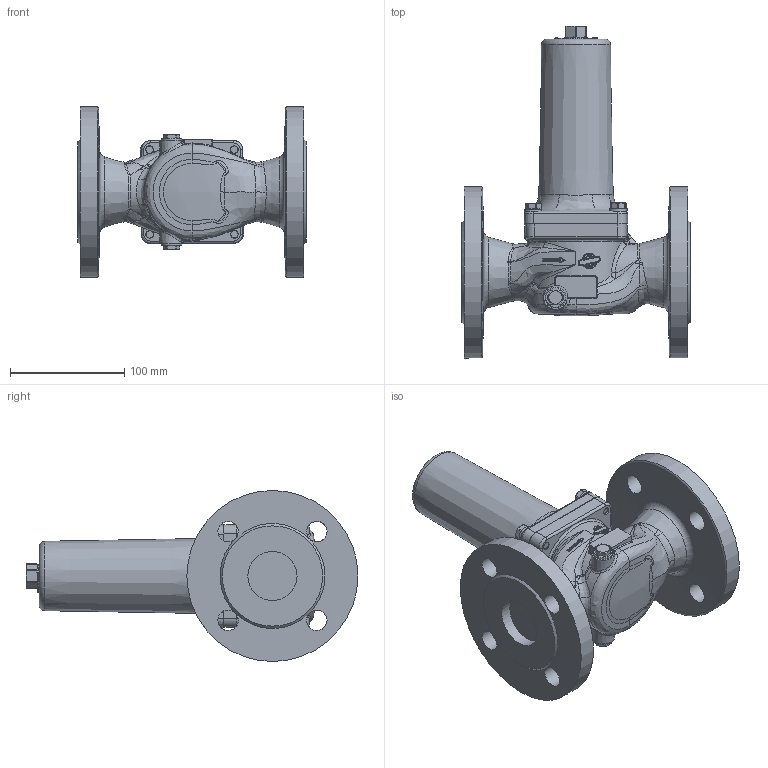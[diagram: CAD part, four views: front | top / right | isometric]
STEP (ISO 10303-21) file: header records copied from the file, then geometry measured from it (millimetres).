
FILE_DESCRIPTION(/* description */ (''),/* implementation_level */ '2;1');
FILE_NAME(/* name */ '080206.stp',/* time_stamp */ '2024-01-22T07:45:42+01:00',/* author */ ('gninka'),/* organization */ (''),/* preprocessor_version */ 'ST-DEVELOPER v19',/* originating_system */ 'Autodesk Inventor 2023',/* authorisation */ '');
FILE_SCHEMA (('AUTOMOTIVE_DESIGN { 1 0 10303 214 3 1 1 }','INTEGRATED_CNC_SCHEMA'));
Products named in the file (1): 080206-56330.20240122_step
Bounding box: 200 x 291.07 x 150 mm (x, y, z)
Volume: 1827686.4 mm3; surface area: 172775.2 mm2
Topology: 1 solids, 1 shells, 745 faces, 1918 edges, 1190 vertices
Faces by surface type: bspline 262, cylinder 193, plane 186, cone 66, torus 33, sphere 5
Full cylindrical faces by diameter (mm): 3 x1, 6.647 x4, 8 x4, 8.5 x4, 10 x3, 18 x10, 20 x1, 43.1 x2, 150 x2
Entity records: 38629 total; most frequent: CARTESIAN_POINT 22390, ORIENTED_EDGE 3818, DIRECTION 2759, EDGE_CURVE 1909, VERTEX_POINT 1190, AXIS2_PLACEMENT_3D 1127, EDGE_LOOP 795, FACE_OUTER_BOUND 745
